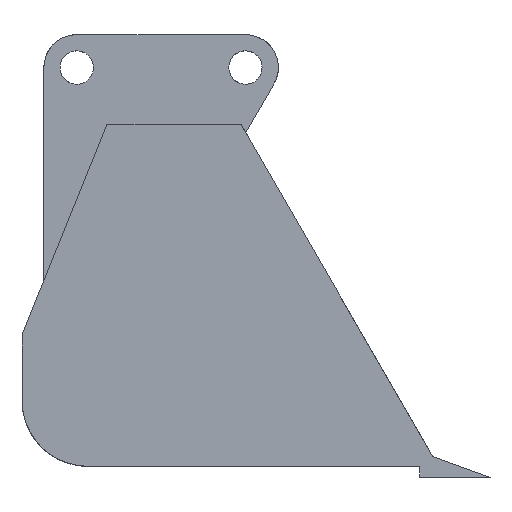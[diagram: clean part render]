
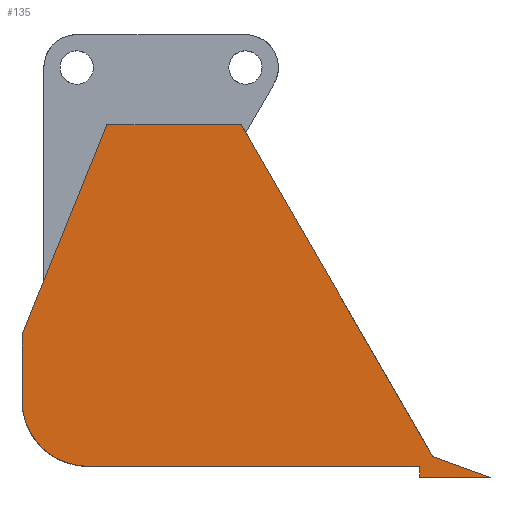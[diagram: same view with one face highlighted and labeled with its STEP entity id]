
A CAD part, left-side view. The second image highlights one B-rep face of the part: STEP entity #135.
In plain terms, the highlighted free-form (B-spline) face has degree [1, 1] with [2, 2] control points.
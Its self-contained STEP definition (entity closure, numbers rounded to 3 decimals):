
#135 = ADVANCED_FACE('',(#136),#202,.T.);
#136 = FACE_BOUND('',#137,.T.);
#137 = EDGE_LOOP('',(#138,#148,#155,#162,#169,#176,#183,#190,#197));
#138 = ORIENTED_EDGE('',*,*,#139,.T.);
#139 = EDGE_CURVE('',#140,#142,#144,.T.);
#140 = VERTEX_POINT('',#141);
#141 = CARTESIAN_POINT('',(-549.969,0.,
    164.007));
#142 = VERTEX_POINT('',#143);
#143 = CARTESIAN_POINT('',(-549.969,-164.007,
    0.));
#144 = ( BOUNDED_CURVE() B_SPLINE_CURVE(2,(#145,#146,#147),
.UNSPECIFIED.,.F.,.F.) B_SPLINE_CURVE_WITH_KNOTS((3,3),(
0.,1.571),.PIECEWISE_BEZIER_KNOTS.) CURVE() 
GEOMETRIC_REPRESENTATION_ITEM() RATIONAL_B_SPLINE_CURVE((1.,
0.707,1.)) REPRESENTATION_ITEM('') );
#145 = CARTESIAN_POINT('',(-549.969,0.,164.007));
#146 = CARTESIAN_POINT('',(-549.969,0.,
    0.));
#147 = CARTESIAN_POINT('',(-549.969,-164.007,0.));
#148 = ORIENTED_EDGE('',*,*,#149,.T.);
#149 = EDGE_CURVE('',#142,#150,#152,.T.);
#150 = VERTEX_POINT('',#151);
#151 = CARTESIAN_POINT('',(-549.969,-992.786,
    0.));
#152 = B_SPLINE_CURVE_WITH_KNOTS('',1,(#153,#154),.UNSPECIFIED.,.F.,.F.,
  (2,2),(0.,758.),.PIECEWISE_BEZIER_KNOTS.);
#153 = CARTESIAN_POINT('',(-549.969,-164.007,
    0.));
#154 = CARTESIAN_POINT('',(-549.969,-992.786,
    0.));
#155 = ORIENTED_EDGE('',*,*,#156,.T.);
#156 = EDGE_CURVE('',#150,#157,#159,.T.);
#157 = VERTEX_POINT('',#158);
#158 = CARTESIAN_POINT('',(-549.969,-992.786,
    -27.334));
#159 = B_SPLINE_CURVE_WITH_KNOTS('',1,(#160,#161),.UNSPECIFIED.,.F.,.F.,
  (2,2),(0.,25.),.PIECEWISE_BEZIER_KNOTS.);
#160 = CARTESIAN_POINT('',(-549.969,-992.786,
    0.));
#161 = CARTESIAN_POINT('',(-549.969,-992.786,
    -27.334));
#162 = ORIENTED_EDGE('',*,*,#163,.T.);
#163 = EDGE_CURVE('',#157,#164,#166,.T.);
#164 = VERTEX_POINT('',#165);
#165 = CARTESIAN_POINT('',(-549.969,-1167.727,
    -27.334));
#166 = B_SPLINE_CURVE_WITH_KNOTS('',1,(#167,#168),.UNSPECIFIED.,.F.,.F.,
  (2,2),(0.,160.),.PIECEWISE_BEZIER_KNOTS.);
#167 = CARTESIAN_POINT('',(-549.969,-992.786,
    -27.334));
#168 = CARTESIAN_POINT('',(-549.969,-1167.727,
    -27.334));
#169 = ORIENTED_EDGE('',*,*,#170,.T.);
#170 = EDGE_CURVE('',#164,#171,#173,.T.);
#171 = VERTEX_POINT('',#172);
#172 = CARTESIAN_POINT('',(-549.969,-1024.732,
    24.712));
#173 = B_SPLINE_CURVE_WITH_KNOTS('',1,(#174,#175),.UNSPECIFIED.,.F.,.F.,
  (2,2),(0.,139.176),.PIECEWISE_BEZIER_KNOTS.);
#174 = CARTESIAN_POINT('',(-549.969,-1167.727,
    -27.334));
#175 = CARTESIAN_POINT('',(-549.969,-1024.732,
    24.712));
#176 = ORIENTED_EDGE('',*,*,#177,.T.);
#177 = EDGE_CURVE('',#171,#178,#180,.T.);
#178 = VERTEX_POINT('',#179);
#179 = CARTESIAN_POINT('',(-549.969,-546.615,
    852.834));
#180 = B_SPLINE_CURVE_WITH_KNOTS('',1,(#181,#182),.UNSPECIFIED.,.F.,.F.,
  (2,2),(0.,874.569),.PIECEWISE_BEZIER_KNOTS.);
#181 = CARTESIAN_POINT('',(-549.969,-1024.732,
    24.712));
#182 = CARTESIAN_POINT('',(-549.969,-546.615,
    852.834));
#183 = ORIENTED_EDGE('',*,*,#184,.T.);
#184 = EDGE_CURVE('',#178,#185,#187,.T.);
#185 = VERTEX_POINT('',#186);
#186 = CARTESIAN_POINT('',(-549.969,-212.041,
    852.834));
#187 = B_SPLINE_CURVE_WITH_KNOTS('',1,(#188,#189),.UNSPECIFIED.,.F.,.F.,
  (2,2),(0.,306.),.PIECEWISE_BEZIER_KNOTS.);
#188 = CARTESIAN_POINT('',(-549.969,-546.615,
    852.834));
#189 = CARTESIAN_POINT('',(-549.969,-212.041,
    852.834));
#190 = ORIENTED_EDGE('',*,*,#191,.T.);
#191 = EDGE_CURVE('',#185,#192,#194,.T.);
#192 = VERTEX_POINT('',#193);
#193 = CARTESIAN_POINT('',(-549.969,0.,
    328.013));
#194 = B_SPLINE_CURVE_WITH_KNOTS('',1,(#195,#196),.UNSPECIFIED.,.F.,.F.,
  (2,2),(0.,517.697),.PIECEWISE_BEZIER_KNOTS.);
#195 = CARTESIAN_POINT('',(-549.969,-212.041,
    852.834));
#196 = CARTESIAN_POINT('',(-549.969,0.,
    328.013));
#197 = ORIENTED_EDGE('',*,*,#198,.T.);
#198 = EDGE_CURVE('',#192,#140,#199,.T.);
#199 = B_SPLINE_CURVE_WITH_KNOTS('',1,(#200,#201),.UNSPECIFIED.,.F.,.F.,
  (2,2),(0.,150.),.PIECEWISE_BEZIER_KNOTS.);
#200 = CARTESIAN_POINT('',(-549.969,0.,
    328.013));
#201 = CARTESIAN_POINT('',(-549.969,0.,
    164.007));
#202 = B_SPLINE_SURFACE_WITH_KNOTS('',1,1,(
    (#203,#204)
    ,(#205,#206
    )),.UNSPECIFIED.,.F.,.F.,.F.,(2,2),(2,2),(-780.,25.),(
    0.,1068.),.PIECEWISE_BEZIER_KNOTS.);
#203 = CARTESIAN_POINT('',(-549.969,0.,
    852.834));
#204 = CARTESIAN_POINT('',(-549.969,-1167.727,
    852.834));
#205 = CARTESIAN_POINT('',(-549.969,0.,
    -27.334));
#206 = CARTESIAN_POINT('',(-549.969,-1167.727,
    -27.334));
